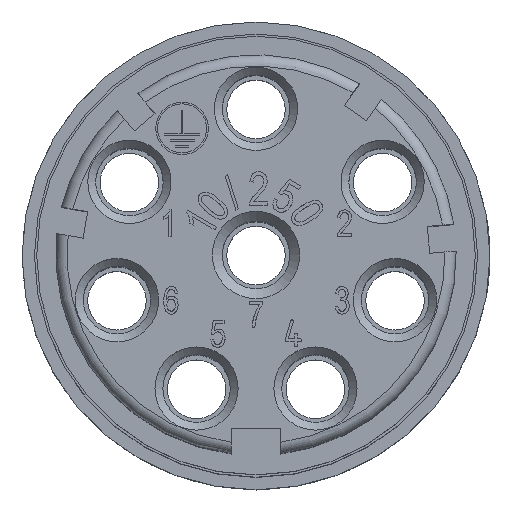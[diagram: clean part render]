
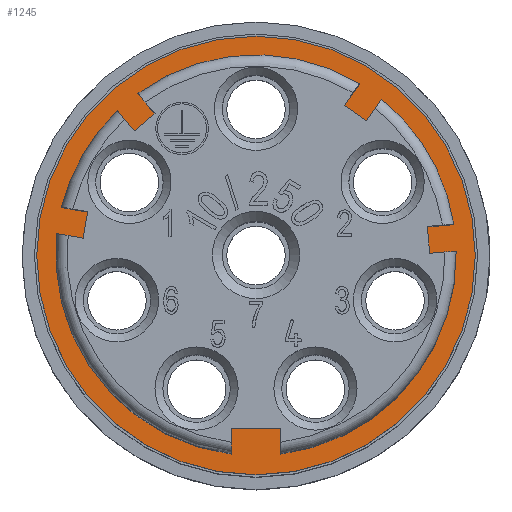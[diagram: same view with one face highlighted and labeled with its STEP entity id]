
A CAD part, top view. The second image highlights one B-rep face of the part: STEP entity #1245.
In plain terms, the highlighted planar face has unit normal (0, 0, 1).
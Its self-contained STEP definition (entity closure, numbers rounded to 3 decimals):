
#573=PLANE('',#8647);
#1245=ADVANCED_FACE('',(#1754,#1755),#573,.F.);
#1754=FACE_BOUND('',#2061,.T.);
#1755=FACE_BOUND('',#2062,.T.);
#2061=EDGE_LOOP('',(#3193,#3194,#3195,#3196,#3197,#3198,#3199,#3200,#3201,
#3202,#3203,#3204,#3205,#3206,#3207,#3208,#3209,#3210,#3211,#3212));
#2062=EDGE_LOOP('',(#3213));
#3193=ORIENTED_EDGE('',*,*,#5960,.F.);
#3194=ORIENTED_EDGE('',*,*,#5961,.F.);
#3195=ORIENTED_EDGE('',*,*,#5906,.T.);
#3196=ORIENTED_EDGE('',*,*,#5953,.T.);
#3197=ORIENTED_EDGE('',*,*,#5954,.F.);
#3198=ORIENTED_EDGE('',*,*,#5950,.F.);
#3199=ORIENTED_EDGE('',*,*,#5914,.T.);
#3200=ORIENTED_EDGE('',*,*,#5941,.T.);
#3201=ORIENTED_EDGE('',*,*,#5943,.F.);
#3202=ORIENTED_EDGE('',*,*,#5944,.F.);
#3203=ORIENTED_EDGE('',*,*,#5916,.T.);
#3204=ORIENTED_EDGE('',*,*,#5946,.T.);
#3205=ORIENTED_EDGE('',*,*,#5948,.F.);
#3206=ORIENTED_EDGE('',*,*,#5949,.F.);
#3207=ORIENTED_EDGE('',*,*,#5928,.T.);
#3208=ORIENTED_EDGE('',*,*,#5959,.T.);
#3209=ORIENTED_EDGE('',*,*,#5958,.F.);
#3210=ORIENTED_EDGE('',*,*,#5955,.F.);
#3211=ORIENTED_EDGE('',*,*,#5908,.T.);
#3212=ORIENTED_EDGE('',*,*,#5962,.F.);
#3213=ORIENTED_EDGE('',*,*,#5963,.F.);
#5102=VERTEX_POINT('',#12747);
#5104=VERTEX_POINT('',#12751);
#5105=VERTEX_POINT('',#12755);
#5107=VERTEX_POINT('',#12758);
#5110=VERTEX_POINT('',#12765);
#5112=VERTEX_POINT('',#12769);
#5113=VERTEX_POINT('',#12773);
#5115=VERTEX_POINT('',#12776);
#5117=VERTEX_POINT('',#12929);
#5119=VERTEX_POINT('',#12932);
#5127=VERTEX_POINT('',#12993);
#5128=VERTEX_POINT('',#12997);
#5129=VERTEX_POINT('',#13003);
#5130=VERTEX_POINT('',#13007);
#5131=VERTEX_POINT('',#13013);
#5132=VERTEX_POINT('',#13017);
#5133=VERTEX_POINT('',#13023);
#5134=VERTEX_POINT('',#13027);
#5135=VERTEX_POINT('',#13033);
#5136=VERTEX_POINT('',#13034);
#5137=VERTEX_POINT('',#13038);
#5906=EDGE_CURVE('',#5102,#5104,#6948,.T.);
#5908=EDGE_CURVE('',#5107,#5105,#6949,.T.);
#5914=EDGE_CURVE('',#5110,#5112,#6952,.T.);
#5916=EDGE_CURVE('',#5115,#5113,#6953,.T.);
#5928=EDGE_CURVE('',#5119,#5117,#6955,.T.);
#5941=EDGE_CURVE('',#5112,#5127,#7363,.T.);
#5943=EDGE_CURVE('',#5128,#5127,#7365,.T.);
#5944=EDGE_CURVE('',#5115,#5128,#7366,.T.);
#5946=EDGE_CURVE('',#5113,#5129,#7368,.T.);
#5948=EDGE_CURVE('',#5130,#5129,#7370,.T.);
#5949=EDGE_CURVE('',#5119,#5130,#7371,.T.);
#5950=EDGE_CURVE('',#5110,#5131,#7372,.T.);
#5953=EDGE_CURVE('',#5104,#5132,#7375,.T.);
#5954=EDGE_CURVE('',#5131,#5132,#7376,.T.);
#5955=EDGE_CURVE('',#5107,#5133,#7377,.T.);
#5958=EDGE_CURVE('',#5133,#5134,#7380,.T.);
#5959=EDGE_CURVE('',#5117,#5134,#7381,.T.);
#5960=EDGE_CURVE('',#5135,#5136,#7382,.T.);
#5961=EDGE_CURVE('',#5102,#5135,#7383,.T.);
#5962=EDGE_CURVE('',#5136,#5105,#7384,.T.);
#5963=EDGE_CURVE('',#5137,#5137,#6962,.T.);
#6948=CIRCLE('',#8604,8.9);
#6949=CIRCLE('',#8606,8.9);
#6952=CIRCLE('',#8610,8.9);
#6953=CIRCLE('',#8612,8.9);
#6955=CIRCLE('',#8619,8.9);
#6962=CIRCLE('',#8646,9.75);
#7363=LINE('',#12994,#7968);
#7365=LINE('',#12998,#7970);
#7366=LINE('',#13000,#7971);
#7368=LINE('',#13004,#7973);
#7370=LINE('',#13008,#7975);
#7371=LINE('',#13010,#7976);
#7372=LINE('',#13012,#7977);
#7375=LINE('',#13018,#7980);
#7376=LINE('',#13020,#7981);
#7377=LINE('',#13022,#7982);
#7380=LINE('',#13028,#7985);
#7381=LINE('',#13030,#7986);
#7382=LINE('',#13032,#7987);
#7383=LINE('',#13035,#7988);
#7384=LINE('',#13036,#7989);
#7968=VECTOR('',#9675,1.);
#7970=VECTOR('',#9679,1.);
#7971=VECTOR('',#9682,1.);
#7973=VECTOR('',#9686,1.);
#7975=VECTOR('',#9690,1.);
#7976=VECTOR('',#9693,1.);
#7977=VECTOR('',#9696,1.);
#7980=VECTOR('',#9701,1.);
#7981=VECTOR('',#9704,1.);
#7982=VECTOR('',#9707,1.);
#7985=VECTOR('',#9712,1.);
#7986=VECTOR('',#9715,1.);
#7987=VECTOR('',#9718,1.);
#7988=VECTOR('',#9719,1.);
#7989=VECTOR('',#9720,1.);
#8604=AXIS2_PLACEMENT_3D('',#12752,#9604,#9605);
#8606=AXIS2_PLACEMENT_3D('',#12757,#9609,#9610);
#8610=AXIS2_PLACEMENT_3D('',#12770,#9620,#9621);
#8612=AXIS2_PLACEMENT_3D('',#12775,#9625,#9626);
#8619=AXIS2_PLACEMENT_3D('',#12931,#9641,#9642);
#8646=AXIS2_PLACEMENT_3D('',#13037,#9721,#9722);
#8647=AXIS2_PLACEMENT_3D('',#13039,#9723,#9724);
#9604=DIRECTION('',(0.,0.,-1.));
#9605=DIRECTION('',(-1.,0.,0.));
#9609=DIRECTION('',(0.,0.,-1.));
#9610=DIRECTION('',(-1.,0.,0.));
#9620=DIRECTION('',(0.,0.,-1.));
#9621=DIRECTION('',(-1.,0.,0.));
#9625=DIRECTION('',(0.,0.,-1.));
#9626=DIRECTION('',(-1.,0.,0.));
#9641=DIRECTION('',(0.,0.,-1.));
#9642=DIRECTION('',(-1.,0.,0.));
#9675=DIRECTION('',(0.985,-0.174,0.));
#9679=DIRECTION('',(-0.174,-0.985,0.));
#9682=DIRECTION('',(0.985,-0.174,0.));
#9686=DIRECTION('',(0.643,-0.766,0.));
#9690=DIRECTION('',(-0.766,-0.643,0.));
#9693=DIRECTION('',(0.643,-0.766,0.));
#9696=DIRECTION('',(0.,1.,0.));
#9701=DIRECTION('',(0.,1.,0.));
#9704=DIRECTION('',(1.,0.,0.));
#9707=DIRECTION('',(-0.574,-0.819,0.));
#9712=DIRECTION('',(-0.819,0.574,0.));
#9715=DIRECTION('',(-0.574,-0.819,0.));
#9718=DIRECTION('',(-0.087,0.996,0.));
#9719=DIRECTION('',(-0.996,-0.087,0.));
#9720=DIRECTION('',(0.996,0.087,0.));
#9721=DIRECTION('',(0.,0.,-1.));
#9722=DIRECTION('',(-1.,0.,0.));
#9723=DIRECTION('',(0.,0.,-1.));
#9724=DIRECTION('',(-1.,0.,0.));
#12747=CARTESIAN_POINT('',(8.898,0.176,-13.8));
#12751=CARTESIAN_POINT('',(1.1,-8.832,-13.8));
#12752=CARTESIAN_POINT('',(0.,0.,-13.8));
#12755=CARTESIAN_POINT('',(8.794,1.372,-13.8));
#12757=CARTESIAN_POINT('',(0.,0.,-13.8));
#12758=CARTESIAN_POINT('',(5.585,6.93,-13.8));
#12765=CARTESIAN_POINT('',(-1.1,-8.832,-13.8));
#12769=CARTESIAN_POINT('',(-8.849,0.951,-13.8));
#12770=CARTESIAN_POINT('',(0.,0.,-13.8));
#12773=CARTESIAN_POINT('',(-6.167,6.417,-13.8));
#12775=CARTESIAN_POINT('',(0.,0.,-13.8));
#12776=CARTESIAN_POINT('',(-8.641,2.133,-13.8));
#12929=CARTESIAN_POINT('',(4.602,7.618,-13.8));
#12931=CARTESIAN_POINT('',(0.,0.,-13.8));
#12932=CARTESIAN_POINT('',(-5.248,7.188,-13.8));
#12993=CARTESIAN_POINT('',(-7.687,0.746,-13.8));
#12994=CARTESIAN_POINT('',(-10.642,1.267,-13.8));
#12997=CARTESIAN_POINT('',(-7.479,1.928,-13.8));
#12998=CARTESIAN_POINT('',(-7.687,0.746,-13.8));
#13000=CARTESIAN_POINT('',(-7.479,1.928,-13.8));
#13003=CARTESIAN_POINT('',(-5.409,5.513,-13.8));
#13004=CARTESIAN_POINT('',(-7.337,7.811,-13.8));
#13007=CARTESIAN_POINT('',(-4.49,6.284,-13.8));
#13008=CARTESIAN_POINT('',(-5.409,5.513,-13.8));
#13010=CARTESIAN_POINT('',(-4.49,6.284,-13.8));
#13012=CARTESIAN_POINT('',(-1.1,-7.7,-13.8));
#13013=CARTESIAN_POINT('',(-1.1,-7.7,-13.8));
#13017=CARTESIAN_POINT('',(1.1,-7.7,-13.8));
#13018=CARTESIAN_POINT('',(1.1,-10.7,-13.8));
#13020=CARTESIAN_POINT('',(1.1,-7.7,-13.8));
#13022=CARTESIAN_POINT('',(4.908,5.963,-13.8));
#13023=CARTESIAN_POINT('',(4.908,5.963,-13.8));
#13027=CARTESIAN_POINT('',(3.925,6.652,-13.8));
#13028=CARTESIAN_POINT('',(3.925,6.652,-13.8));
#13030=CARTESIAN_POINT('',(5.646,9.109,-13.8));
#13032=CARTESIAN_POINT('',(7.618,1.269,-13.8));
#13033=CARTESIAN_POINT('',(7.723,0.073,-13.8));
#13034=CARTESIAN_POINT('',(7.618,1.269,-13.8));
#13035=CARTESIAN_POINT('',(7.723,0.073,-13.8));
#13036=CARTESIAN_POINT('',(10.607,1.53,-13.8));
#13037=CARTESIAN_POINT('',(0.,0.,-13.8));
#13038=CARTESIAN_POINT('',(-9.75,0.,-13.8));
#13039=CARTESIAN_POINT('',(8.5,0.,-13.8));
